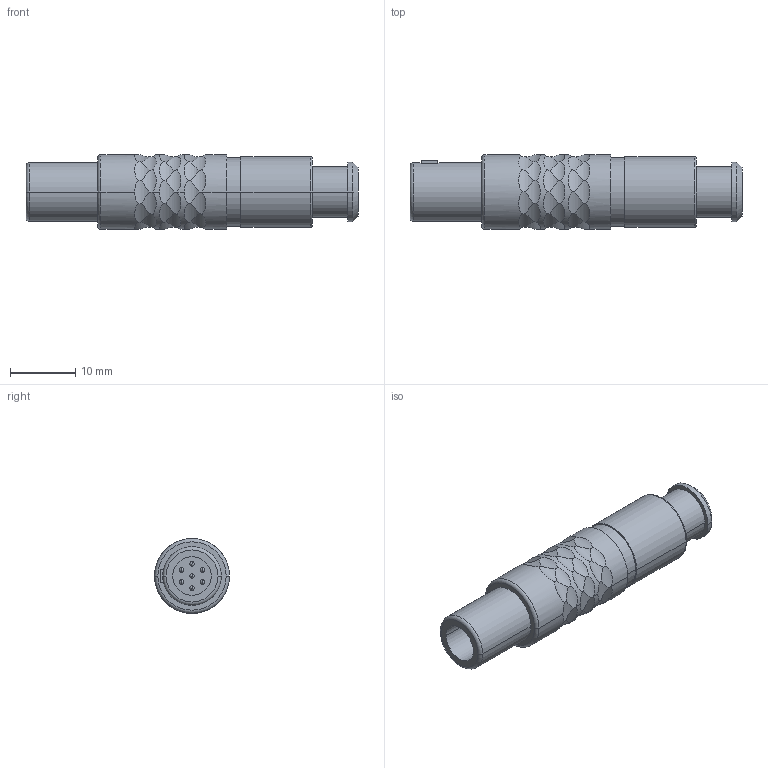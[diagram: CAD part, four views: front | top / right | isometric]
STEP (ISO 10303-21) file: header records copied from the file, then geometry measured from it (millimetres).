
FILE_DESCRIPTION((''),'2;1');
FILE_NAME('S21L0C-P07M','2022-03-30T07:08:36',('RTrager'),(''),'CREO PARAMETRIC BY PTC INC, 2020184','CREO PARAMETRIC BY PTC INC, 2020184','');
FILE_SCHEMA(('AP242_MANAGED_MODEL_BASED_3D_ENGINEERING_MIM_LF { 1 0 10303 442 1 1 4 }'));
Length unit declared in the file: millimetre
Products named in the file (1): S21L0C-P07M
Bounding box: 51 x 11.5 x 11.5 mm (x, y, z)
Volume: 3256.1 mm3; surface area: 2791.5 mm2
Topology: 1 solids, 1 shells, 215 faces, 555 edges, 351 vertices
Faces by surface type: cylinder 143, plane 36, sphere 14, torus 12, bspline 8, cone 2
Entity records: 11213 total; most frequent: CARTESIAN_POINT 4838, ORIENTED_EDGE 1082, DIRECTION 913, EDGE_CURVE 541, AXIS2_PLACEMENT_3D 389, VERTEX_POINT 351, EDGE_LOOP 238, B_SPLINE_CURVE_WITH_KNOTS 224
